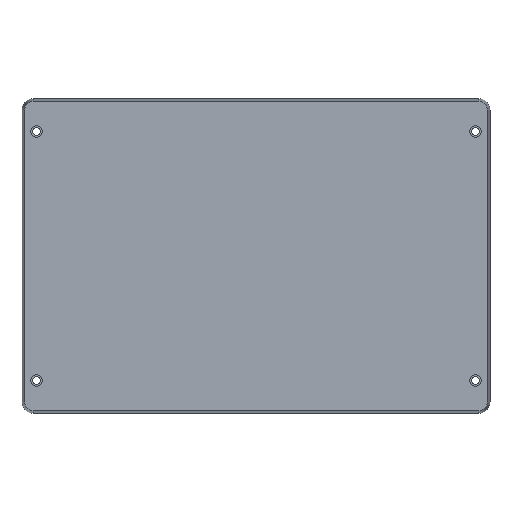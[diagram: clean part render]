
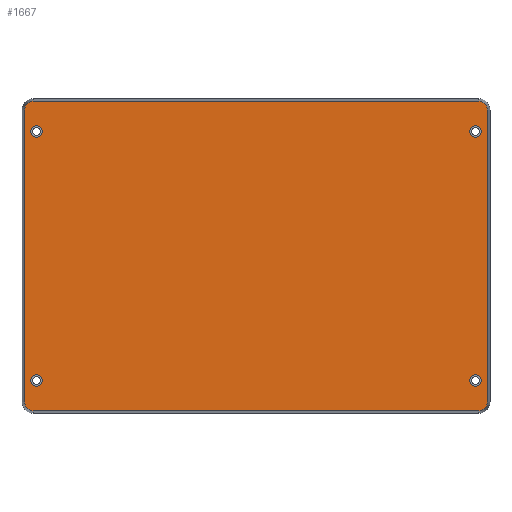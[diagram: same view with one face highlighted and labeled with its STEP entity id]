
A CAD part, front view. The second image highlights one B-rep face of the part: STEP entity #1667.
In plain terms, the highlighted planar face has unit normal (0, -1, 0).
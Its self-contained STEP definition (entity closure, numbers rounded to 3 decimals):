
#236 = VERTEX_POINT ( 'NONE', #1959 ) ;
#282 = EDGE_CURVE ( 'NONE', #6008, #5110, #9481, .T. ) ;
#380 = CARTESIAN_POINT ( 'NONE',  ( -114.5, -75., -68. ) ) ;
#571 = DIRECTION ( 'NONE',  ( 0., -1., 0. ) ) ;
#582 = PLANE ( 'NONE',  #9743 ) ;
#673 = DIRECTION ( 'NONE',  ( 0., -1., 0. ) ) ;
#761 = ORIENTED_EDGE ( 'NONE', *, *, #5923, .F. ) ;
#849 = ORIENTED_EDGE ( 'NONE', *, *, #6316, .F. ) ;
#902 = AXIS2_PLACEMENT_3D ( 'NONE', #1653, #6540, #8842 ) ;
#921 = EDGE_CURVE ( 'NONE', #3699, #10250, #8280, .T. ) ;
#1027 = DIRECTION ( 'NONE',  ( 0., 0., 1. ) ) ;
#1135 = EDGE_CURVE ( 'NONE', #5760, #2314, #5536, .T. ) ;
#1263 = ORIENTED_EDGE ( 'NONE', *, *, #9466, .F. ) ;
#1332 = DIRECTION ( 'NONE',  ( 0., 0., 1. ) ) ;
#1470 = ORIENTED_EDGE ( 'NONE', *, *, #9469, .F. ) ;
#1472 = EDGE_CURVE ( 'NONE', #2314, #10129, #5268, .T. ) ;
#1581 = VECTOR ( 'NONE', #6850, 1000. ) ;
#1614 = ORIENTED_EDGE ( 'NONE', *, *, #1472, .F. ) ;
#1642 = CARTESIAN_POINT ( 'NONE',  ( -116.1, -75., 80.791 ) ) ;
#1653 = CARTESIAN_POINT ( 'NONE',  ( -114.5, -75., 65. ) ) ;
#1658 = EDGE_LOOP ( 'NONE', ( #7110, #6998 ) ) ;
#1667 = ADVANCED_FACE ( 'NONE', ( #7877, #7373, #6522, #4377, #2247 ), #582, .F. ) ;
#1881 = ORIENTED_EDGE ( 'NONE', *, *, #282, .F. ) ;
#1959 = CARTESIAN_POINT ( 'NONE',  ( 114.5, -75., 68. ) ) ;
#1968 = AXIS2_PLACEMENT_3D ( 'NONE', #8746, #4058, #3226 ) ;
#2123 = DIRECTION ( 'NONE',  ( 0., 1., 0. ) ) ;
#2130 = CARTESIAN_POINT ( 'NONE',  ( 116.1, -75., 80.791 ) ) ;
#2204 = EDGE_LOOP ( 'NONE', ( #849, #8342, #1881, #3938, #3946, #6366, #1614, #8981 ) ) ;
#2233 = CARTESIAN_POINT ( 'NONE',  ( -114.5, -75., -65. ) ) ;
#2247 = FACE_BOUND ( 'NONE', #1658, .T. ) ;
#2256 = EDGE_CURVE ( 'NONE', #10129, #5550, #2732, .T. ) ;
#2314 = VERTEX_POINT ( 'NONE', #6556 ) ;
#2401 = EDGE_CURVE ( 'NONE', #5110, #6523, #5757, .T. ) ;
#2514 = CARTESIAN_POINT ( 'NONE',  ( -114.5, -75., 68. ) ) ;
#2539 = EDGE_CURVE ( 'NONE', #8496, #236, #7855, .T. ) ;
#2572 = CARTESIAN_POINT ( 'NONE',  ( -114.5, -75., -62. ) ) ;
#2614 = EDGE_CURVE ( 'NONE', #8841, #10002, #8115, .T. ) ;
#2732 = LINE ( 'NONE', #8859, #7743 ) ;
#2741 = CARTESIAN_POINT ( 'NONE',  ( 114.5, -75., -62. ) ) ;
#2770 = VERTEX_POINT ( 'NONE', #1642 ) ;
#2778 = DIRECTION ( 'NONE',  ( 0., 0., -1. ) ) ;
#2945 = DIRECTION ( 'NONE',  ( 0., 1., 0. ) ) ;
#3003 = DIRECTION ( 'NONE',  ( 0., 0., 1. ) ) ;
#3047 = DIRECTION ( 'NONE',  ( 0., -1., 0. ) ) ;
#3068 = EDGE_LOOP ( 'NONE', ( #1263, #3804 ) ) ;
#3108 = VECTOR ( 'NONE', #2778, 1000. ) ;
#3226 = DIRECTION ( 'NONE',  ( 0., 0., 1. ) ) ;
#3526 = CARTESIAN_POINT ( 'NONE',  ( 116.1, -75., -80.791 ) ) ;
#3575 = AXIS2_PLACEMENT_3D ( 'NONE', #4768, #3857, #5488 ) ;
#3580 = CARTESIAN_POINT ( 'NONE',  ( -120.791, -75., -76.1 ) ) ;
#3606 = CARTESIAN_POINT ( 'NONE',  ( 120.791, -75., 76.1 ) ) ;
#3653 = CARTESIAN_POINT ( 'NONE',  ( 116.1, -75., -76.1 ) ) ;
#3699 = VERTEX_POINT ( 'NONE', #2514 ) ;
#3804 = ORIENTED_EDGE ( 'NONE', *, *, #2539, .F. ) ;
#3807 = CARTESIAN_POINT ( 'NONE',  ( -114.5, -75., 62. ) ) ;
#3822 = AXIS2_PLACEMENT_3D ( 'NONE', #6990, #10038, #3003 ) ;
#3857 = DIRECTION ( 'NONE',  ( 0., -1., 0. ) ) ;
#3908 = CIRCLE ( 'NONE', #3575, 3. ) ;
#3938 = ORIENTED_EDGE ( 'NONE', *, *, #4006, .F. ) ;
#3946 = ORIENTED_EDGE ( 'NONE', *, *, #6210, .F. ) ;
#4006 = EDGE_CURVE ( 'NONE', #2770, #6008, #5226, .T. ) ;
#4058 = DIRECTION ( 'NONE',  ( 0., 1., 0. ) ) ;
#4169 = AXIS2_PLACEMENT_3D ( 'NONE', #5365, #571, #4445 ) ;
#4261 = CARTESIAN_POINT ( 'NONE',  ( 116.1, -75., 76.1 ) ) ;
#4377 = FACE_BOUND ( 'NONE', #3068, .T. ) ;
#4445 = DIRECTION ( 'NONE',  ( 0., 0., 1. ) ) ;
#4555 = DIRECTION ( 'NONE',  ( 0., 1., 0. ) ) ;
#4768 = CARTESIAN_POINT ( 'NONE',  ( 114.5, -75., -65. ) ) ;
#5059 = CIRCLE ( 'NONE', #8858, 4.691 ) ;
#5110 = VERTEX_POINT ( 'NONE', #3606 ) ;
#5226 = LINE ( 'NONE', #2130, #1581 ) ;
#5268 = CIRCLE ( 'NONE', #1968, 4.691 ) ;
#5365 = CARTESIAN_POINT ( 'NONE',  ( 114.5, -75., 65. ) ) ;
#5452 = AXIS2_PLACEMENT_3D ( 'NONE', #10177, #3047, #7875 ) ;
#5456 = EDGE_LOOP ( 'NONE', ( #1470, #8359 ) ) ;
#5488 = DIRECTION ( 'NONE',  ( 0., 0., 1. ) ) ;
#5536 = LINE ( 'NONE', #3526, #9350 ) ;
#5542 = CARTESIAN_POINT ( 'NONE',  ( -114.5, -75., -65. ) ) ;
#5550 = VERTEX_POINT ( 'NONE', #6554 ) ;
#5757 = LINE ( 'NONE', #5938, #3108 ) ;
#5760 = VERTEX_POINT ( 'NONE', #7720 ) ;
#5826 = CIRCLE ( 'NONE', #9556, 4.691 ) ;
#5923 = EDGE_CURVE ( 'NONE', #6391, #7280, #3908, .T. ) ;
#5938 = CARTESIAN_POINT ( 'NONE',  ( 120.791, -75., -76.1 ) ) ;
#6005 = CIRCLE ( 'NONE', #902, 3. ) ;
#6008 = VERTEX_POINT ( 'NONE', #8908 ) ;
#6083 = DIRECTION ( 'NONE',  ( 0., 0., 1. ) ) ;
#6210 = EDGE_CURVE ( 'NONE', #5550, #2770, #5826, .T. ) ;
#6316 = EDGE_CURVE ( 'NONE', #6523, #5760, #5059, .T. ) ;
#6366 = ORIENTED_EDGE ( 'NONE', *, *, #2256, .F. ) ;
#6391 = VERTEX_POINT ( 'NONE', #7943 ) ;
#6452 = CARTESIAN_POINT ( 'NONE',  ( -114.5, -75., 65. ) ) ;
#6491 = DIRECTION ( 'NONE',  ( 0., 0., 1. ) ) ;
#6498 = CIRCLE ( 'NONE', #9539, 3. ) ;
#6522 = FACE_OUTER_BOUND ( 'NONE', #2204, .T. ) ;
#6523 = VERTEX_POINT ( 'NONE', #7266 ) ;
#6540 = DIRECTION ( 'NONE',  ( 0., -1., 0. ) ) ;
#6554 = CARTESIAN_POINT ( 'NONE',  ( -120.791, -75., 76.1 ) ) ;
#6556 = CARTESIAN_POINT ( 'NONE',  ( -116.1, -75., -80.791 ) ) ;
#6716 = DIRECTION ( 'NONE',  ( 0., 0., 1. ) ) ;
#6850 = DIRECTION ( 'NONE',  ( 1., 0., 0. ) ) ;
#6990 = CARTESIAN_POINT ( 'NONE',  ( 114.5, -75., 65. ) ) ;
#6998 = ORIENTED_EDGE ( 'NONE', *, *, #9629, .F. ) ;
#7110 = ORIENTED_EDGE ( 'NONE', *, *, #921, .F. ) ;
#7266 = CARTESIAN_POINT ( 'NONE',  ( 120.791, -75., -76.1 ) ) ;
#7280 = VERTEX_POINT ( 'NONE', #2741 ) ;
#7291 = AXIS2_PLACEMENT_3D ( 'NONE', #4261, #8291, #6716 ) ;
#7373 = FACE_BOUND ( 'NONE', #7613, .T. ) ;
#7613 = EDGE_LOOP ( 'NONE', ( #8466, #761 ) ) ;
#7720 = CARTESIAN_POINT ( 'NONE',  ( 116.1, -75., -80.791 ) ) ;
#7743 = VECTOR ( 'NONE', #1027, 1000. ) ;
#7750 = CARTESIAN_POINT ( 'NONE',  ( 116.1, -75., -76.1 ) ) ;
#7855 = CIRCLE ( 'NONE', #4169, 3. ) ;
#7875 = DIRECTION ( 'NONE',  ( 0., 0., 1. ) ) ;
#7877 = FACE_BOUND ( 'NONE', #5456, .T. ) ;
#7943 = CARTESIAN_POINT ( 'NONE',  ( 114.5, -75., -68. ) ) ;
#8053 = DIRECTION ( 'NONE',  ( 0., -1., 0. ) ) ;
#8115 = CIRCLE ( 'NONE', #10204, 3. ) ;
#8280 = CIRCLE ( 'NONE', #9669, 3. ) ;
#8291 = DIRECTION ( 'NONE',  ( 0., 1., 0. ) ) ;
#8342 = ORIENTED_EDGE ( 'NONE', *, *, #2401, .F. ) ;
#8353 = DIRECTION ( 'NONE',  ( -1., 0., 0. ) ) ;
#8359 = ORIENTED_EDGE ( 'NONE', *, *, #2614, .F. ) ;
#8466 = ORIENTED_EDGE ( 'NONE', *, *, #9083, .F. ) ;
#8496 = VERTEX_POINT ( 'NONE', #8651 ) ;
#8543 = DIRECTION ( 'NONE',  ( 0., 0., 1. ) ) ;
#8612 = DIRECTION ( 'NONE',  ( 0., 0., 1. ) ) ;
#8651 = CARTESIAN_POINT ( 'NONE',  ( 114.5, -75., 62. ) ) ;
#8746 = CARTESIAN_POINT ( 'NONE',  ( -116.1, -75., -76.1 ) ) ;
#8841 = VERTEX_POINT ( 'NONE', #380 ) ;
#8842 = DIRECTION ( 'NONE',  ( 0., 0., 1. ) ) ;
#8851 = CIRCLE ( 'NONE', #5452, 3. ) ;
#8858 = AXIS2_PLACEMENT_3D ( 'NONE', #7750, #4555, #8543 ) ;
#8859 = CARTESIAN_POINT ( 'NONE',  ( -120.791, -75., -76.1 ) ) ;
#8908 = CARTESIAN_POINT ( 'NONE',  ( 116.1, -75., 80.791 ) ) ;
#8981 = ORIENTED_EDGE ( 'NONE', *, *, #1135, .F. ) ;
#9083 = EDGE_CURVE ( 'NONE', #7280, #6391, #8851, .T. ) ;
#9350 = VECTOR ( 'NONE', #8353, 1000. ) ;
#9369 = CARTESIAN_POINT ( 'NONE',  ( -116.1, -75., 76.1 ) ) ;
#9391 = DIRECTION ( 'NONE',  ( 0., -1., 0. ) ) ;
#9466 = EDGE_CURVE ( 'NONE', #236, #8496, #9920, .T. ) ;
#9468 = DIRECTION ( 'NONE',  ( 0., 0., 1. ) ) ;
#9469 = EDGE_CURVE ( 'NONE', #10002, #8841, #6498, .T. ) ;
#9481 = CIRCLE ( 'NONE', #7291, 4.691 ) ;
#9539 = AXIS2_PLACEMENT_3D ( 'NONE', #2233, #673, #1332 ) ;
#9556 = AXIS2_PLACEMENT_3D ( 'NONE', #9369, #2945, #8612 ) ;
#9629 = EDGE_CURVE ( 'NONE', #10250, #3699, #6005, .T. ) ;
#9669 = AXIS2_PLACEMENT_3D ( 'NONE', #6452, #8053, #6491 ) ;
#9743 = AXIS2_PLACEMENT_3D ( 'NONE', #3653, #2123, #6083 ) ;
#9920 = CIRCLE ( 'NONE', #3822, 3. ) ;
#10002 = VERTEX_POINT ( 'NONE', #2572 ) ;
#10038 = DIRECTION ( 'NONE',  ( 0., -1., 0. ) ) ;
#10129 = VERTEX_POINT ( 'NONE', #3580 ) ;
#10177 = CARTESIAN_POINT ( 'NONE',  ( 114.5, -75., -65. ) ) ;
#10204 = AXIS2_PLACEMENT_3D ( 'NONE', #5542, #9391, #9468 ) ;
#10250 = VERTEX_POINT ( 'NONE', #3807 ) ;
